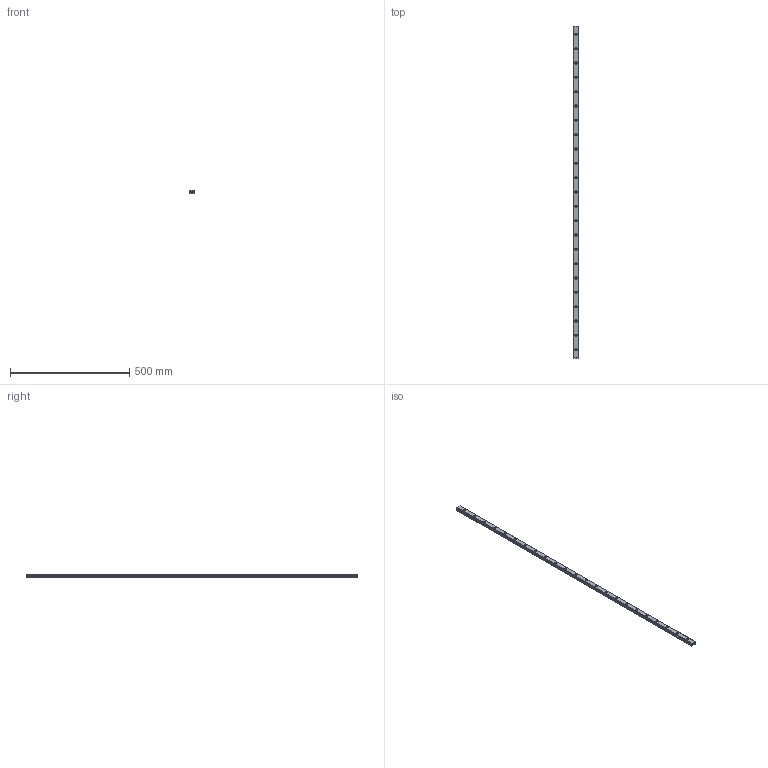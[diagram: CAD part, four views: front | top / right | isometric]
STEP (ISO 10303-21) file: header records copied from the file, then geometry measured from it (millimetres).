
FILE_DESCRIPTION(('STEP AP214'),'1');
FILE_NAME('cctmp_9892D5B4-5E7C-4C94-A991-C16CF6FE00B0_2021_02_09_11_41_09_0133..stp','2021-02-09T10:41:09',('HIWIN GmbH'),('CADClick - www.CADClick.com'),'Spatial InterOp 3D',' ','unknown authorization');
FILE_SCHEMA(('AUTOMOTIVE_DESIGN'));
Length unit declared in the file: millimetre
Products named in the file (1): EGR20R1390C_FILE
Bounding box: 20 x 1390 x 15.5 mm (x, y, z)
Volume: 373130.7 mm3; surface area: 111370.5 mm2
Topology: 1 solids, 1 shells, 379 faces, 889 edges, 562 vertices
Faces by surface type: plane 223, cylinder 156
Entity records: 13947 total; most frequent: DIRECTION 2053, CARTESIAN_POINT 1831, ORIENTED_EDGE 1778, EDGE_CURVE 889, AXIS2_PLACEMENT_3D 784, VERTEX_POINT 562, LINE 485, VECTOR 485
